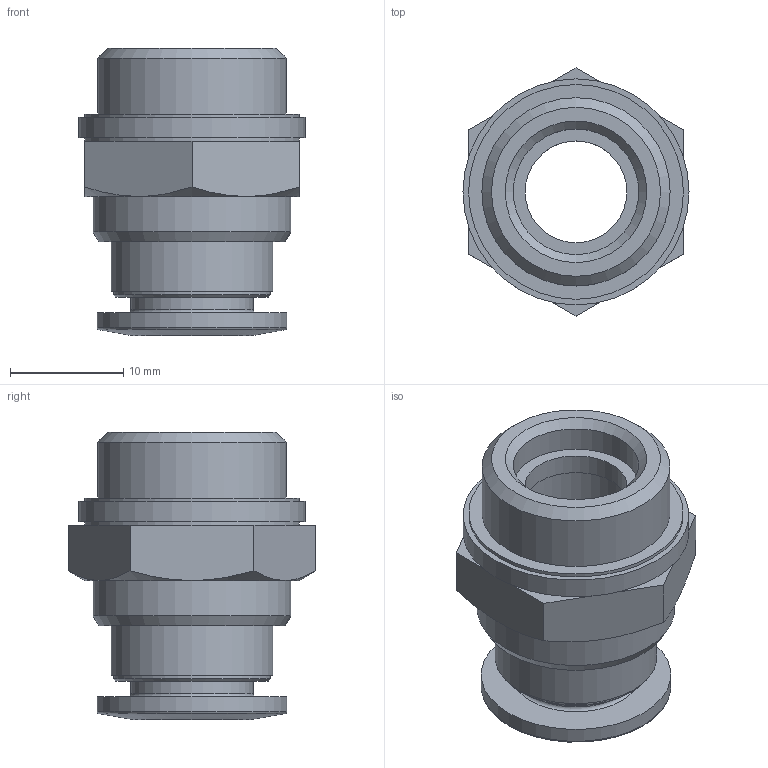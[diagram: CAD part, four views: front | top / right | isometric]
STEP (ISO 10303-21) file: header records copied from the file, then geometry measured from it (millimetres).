
FILE_DESCRIPTION(/* description */ ('STEP AP214'),/* implementation_level */ '2;1');
FILE_NAME(/* name */ '132044_QS-G3_8-10-50',/* time_stamp */ '2024-09-14T07:31:38+02:00',/* author */ ('License CC BY-ND 4.0'),/* organization */ ('CADENAS'),/* preprocessor_version */ 'ST-DEVELOPER v19.3',/* originating_system */ 'PARTsolutions',/* authorisation */ ' ');
FILE_SCHEMA (('AUTOMOTIVE_DESIGN {1 0 10303 214 3 1 1}'));
Length unit declared in the file: millimetre
Products named in the file (1): 132044 QS-G3/8-10-50
Bounding box: 20 x 21.94 x 25.4 mm (x, y, z)
Volume: 3739.9 mm3; surface area: 2869.4 mm2
Topology: 1 solids, 1 shells, 49 faces, 93 edges, 55 vertices
Faces by surface type: plane 23, cylinder 12, cone 11, torus 3
Full cylindrical faces by diameter (mm): 9 x1, 10 x1, 10.8 x1, 11.108 x1, 13.9 x1, 14.3 x1, 16.662 x1, 16.8 x1, 17.5 x1, 19 x2, 20 x1
Entity records: 1495 total; most frequent: CARTESIAN_POINT 212, DIRECTION 202, ORIENTED_EDGE 144, AXIS2_PLACEMENT_3D 92, EDGE_LOOP 80, FACE_BOUND 80, EDGE_CURVE 72, VERTEX_POINT 54
